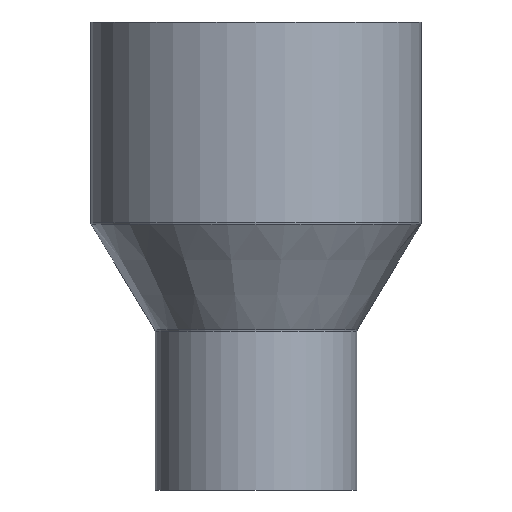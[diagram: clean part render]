
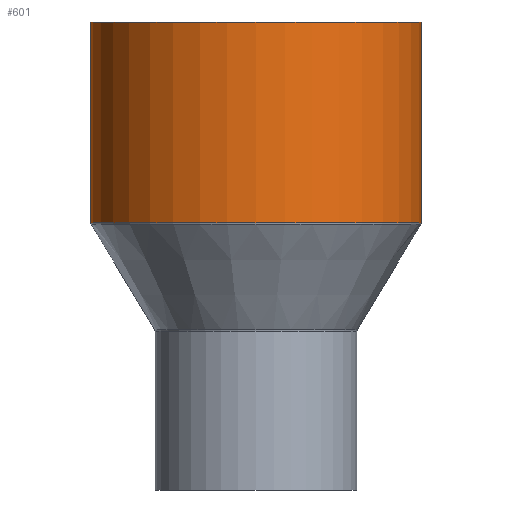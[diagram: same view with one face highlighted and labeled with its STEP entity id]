
A CAD part, front view. The second image highlights one B-rep face of the part: STEP entity #601.
In plain terms, the highlighted cylindrical face has radius 90 mm (diameter 180 mm), a partial arc.
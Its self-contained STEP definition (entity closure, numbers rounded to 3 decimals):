
#14 = DIRECTION ( 'NONE',  ( 0., 0., -1. ) ) ;
#22 = AXIS2_PLACEMENT_3D ( 'NONE', #118, #420, #65 ) ;
#23 = LINE ( 'NONE', #478, #418 ) ;
#25 = LINE ( 'NONE', #185, #317 ) ;
#65 = DIRECTION ( 'NONE',  ( -1., 0., 0. ) ) ;
#74 = CARTESIAN_POINT ( 'NONE',  ( -90., 0., 133.697 ) ) ;
#88 = CYLINDRICAL_SURFACE ( 'NONE', #162, 90. ) ;
#118 = CARTESIAN_POINT ( 'NONE',  ( 0., 0., 24.254 ) ) ;
#136 = DIRECTION ( 'NONE',  ( 0., 0., -1. ) ) ;
#156 = VERTEX_POINT ( 'NONE', #331 ) ;
#162 = AXIS2_PLACEMENT_3D ( 'NONE', #328, #136, #400 ) ;
#185 = CARTESIAN_POINT ( 'NONE',  ( -90., 0., -16.533 ) ) ;
#224 = AXIS2_PLACEMENT_3D ( 'NONE', #506, #411, #403 ) ;
#265 = ORIENTED_EDGE ( 'NONE', *, *, #574, .T. ) ;
#278 = ORIENTED_EDGE ( 'NONE', *, *, #325, .T. ) ;
#301 = CARTESIAN_POINT ( 'NONE',  ( 90., 0., 133.697 ) ) ;
#317 = VECTOR ( 'NONE', #595, 1000. ) ;
#319 = ORIENTED_EDGE ( 'NONE', *, *, #427, .F. ) ;
#322 = VERTEX_POINT ( 'NONE', #301 ) ;
#325 = EDGE_CURVE ( 'NONE', #322, #576, #535, .T. ) ;
#328 = CARTESIAN_POINT ( 'NONE',  ( 0., 0., -16.533 ) ) ;
#331 = CARTESIAN_POINT ( 'NONE',  ( 90., 0., 24.254 ) ) ;
#400 = DIRECTION ( 'NONE',  ( -1., 0., 0. ) ) ;
#403 = DIRECTION ( 'NONE',  ( -1., 0., 0. ) ) ;
#404 = VERTEX_POINT ( 'NONE', #520 ) ;
#411 = DIRECTION ( 'NONE',  ( 0., 0., -1. ) ) ;
#418 = VECTOR ( 'NONE', #14, 1000. ) ;
#420 = DIRECTION ( 'NONE',  ( 0., 0., -1. ) ) ;
#427 = EDGE_CURVE ( 'NONE', #156, #404, #583, .T. ) ;
#458 = EDGE_CURVE ( 'NONE', #322, #156, #23, .T. ) ;
#478 = CARTESIAN_POINT ( 'NONE',  ( 90., 0., -16.533 ) ) ;
#484 = EDGE_LOOP ( 'NONE', ( #521, #278, #265, #319 ) ) ;
#506 = CARTESIAN_POINT ( 'NONE',  ( 0., 0., 133.697 ) ) ;
#520 = CARTESIAN_POINT ( 'NONE',  ( -90., 0., 24.254 ) ) ;
#521 = ORIENTED_EDGE ( 'NONE', *, *, #458, .F. ) ;
#535 = CIRCLE ( 'NONE', #224, 90. ) ;
#548 = FACE_OUTER_BOUND ( 'NONE', #484, .T. ) ;
#574 = EDGE_CURVE ( 'NONE', #576, #404, #25, .T. ) ;
#576 = VERTEX_POINT ( 'NONE', #74 ) ;
#583 = CIRCLE ( 'NONE', #22, 90. ) ;
#595 = DIRECTION ( 'NONE',  ( 0., 0., -1. ) ) ;
#601 = ADVANCED_FACE ( 'NONE', ( #548 ), #88, .T. ) ;
